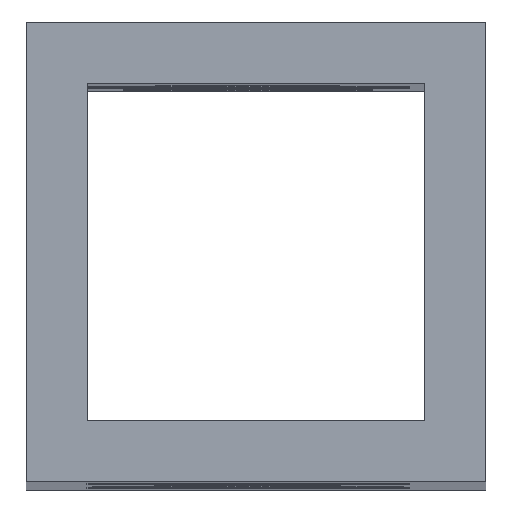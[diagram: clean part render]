
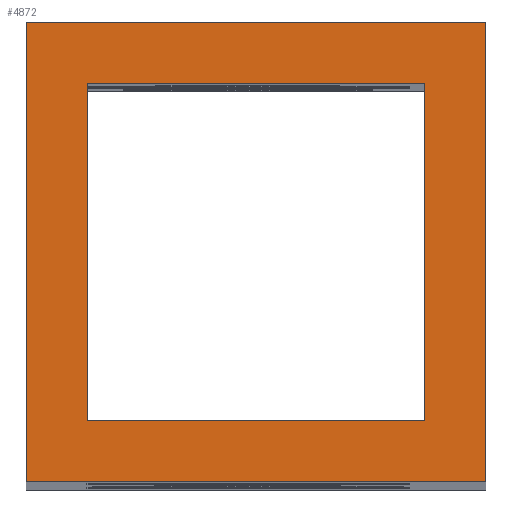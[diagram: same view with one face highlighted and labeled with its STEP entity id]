
A CAD part, top view. The second image highlights one B-rep face of the part: STEP entity #4872.
In plain terms, the highlighted planar face has unit normal (0, 0, 1).
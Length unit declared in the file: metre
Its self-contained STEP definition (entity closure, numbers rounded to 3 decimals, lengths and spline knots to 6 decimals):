
#924=ORIENTED_EDGE('',*,*,#2273,.T.);
#925=ORIENTED_EDGE('',*,*,#2210,.T.);
#926=ORIENTED_EDGE('',*,*,#2329,.F.);
#927=ORIENTED_EDGE('',*,*,#2152,.F.);
#928=ORIENTED_EDGE('',*,*,#2046,.T.);
#929=ORIENTED_EDGE('',*,*,#2385,.T.);
#930=ORIENTED_EDGE('',*,*,#2060,.F.);
#931=ORIENTED_EDGE('',*,*,#1889,.F.);
#1889=EDGE_CURVE('',#2645,#2636,#3147,.T.);
#2046=EDGE_CURVE('',#2645,#2794,#3247,.T.);
#2060=EDGE_CURVE('',#2636,#2806,#3254,.T.);
#2152=EDGE_CURVE('',#2890,#2891,#3299,.T.);
#2210=EDGE_CURVE('',#2949,#2948,#3330,.T.);
#2273=EDGE_CURVE('',#2890,#2949,#3365,.T.);
#2329=EDGE_CURVE('',#2891,#2948,#3394,.T.);
#2385=EDGE_CURVE('',#2794,#2806,#3423,.T.);
#2636=VERTEX_POINT('',#7041);
#2645=VERTEX_POINT('',#7058);
#2794=VERTEX_POINT('',#7373);
#2806=VERTEX_POINT('',#7401);
#2890=VERTEX_POINT('',#7577);
#2891=VERTEX_POINT('',#7579);
#2948=VERTEX_POINT('',#7694);
#2949=VERTEX_POINT('',#7696);
#3147=LINE('',#7059,#3659);
#3247=LINE('',#7374,#3759);
#3254=LINE('',#7400,#3766);
#3299=LINE('',#7578,#3811);
#3330=LINE('',#7695,#3842);
#3365=LINE('',#7819,#3877);
#3394=LINE('',#7930,#3906);
#3423=LINE('',#8041,#3935);
#3659=VECTOR('',#5589,1.);
#3759=VECTOR('',#5821,1.);
#3766=VECTOR('',#5844,1.);
#3811=VECTOR('',#5985,1.);
#3842=VECTOR('',#6072,1.);
#3877=VECTOR('',#6167,1.);
#3906=VECTOR('',#6252,1.);
#3935=VECTOR('',#6337,1.);
#4230=EDGE_LOOP('',(#924,#925,#926,#927));
#4231=EDGE_LOOP('',(#928,#929,#930,#931));
#4512=FACE_BOUND('',#4230,.T.);
#4513=FACE_BOUND('',#4231,.T.);
#4745=PLANE('',#5350);
#4872=ADVANCED_FACE('',(#4512,#4513),#4745,.T.);
#5350=AXIS2_PLACEMENT_3D('',#8090,#6374,#6375);
#5589=DIRECTION('',(0.,-1.,0.));
#5821=DIRECTION('',(1.,0.,0.));
#5844=DIRECTION('',(1.,0.,0.));
#5985=DIRECTION('',(1.,0.,0.));
#6072=DIRECTION('',(1.,0.,0.));
#6167=DIRECTION('',(0.,-1.,0.));
#6252=DIRECTION('',(0.,-1.,0.));
#6337=DIRECTION('',(0.,-1.,0.));
#6374=DIRECTION('',(0.,0.,1.));
#6375=DIRECTION('',(-1.,0.,0.));
#7041=CARTESIAN_POINT('',(0.2879,-0.0275,0.75));
#7058=CARTESIAN_POINT('',(0.2879,0.0275,0.75));
#7059=CARTESIAN_POINT('',(0.2879,0.,0.75));
#7373=CARTESIAN_POINT('',(0.3429,0.0275,0.75));
#7374=CARTESIAN_POINT('',(0.3154,0.0275,0.75));
#7400=CARTESIAN_POINT('',(0.3154,-0.0275,0.75));
#7401=CARTESIAN_POINT('',(0.3429,-0.0275,0.75));
#7577=CARTESIAN_POINT('',(0.2779,0.0375,0.75));
#7578=CARTESIAN_POINT('',(0.3154,0.0375,0.75));
#7579=CARTESIAN_POINT('',(0.3529,0.0375,0.75));
#7694=CARTESIAN_POINT('',(0.3529,-0.0375,0.75));
#7695=CARTESIAN_POINT('',(0.3154,-0.0375,0.75));
#7696=CARTESIAN_POINT('',(0.2779,-0.0375,0.75));
#7819=CARTESIAN_POINT('',(0.2779,0.,0.75));
#7930=CARTESIAN_POINT('',(0.3529,0.,0.75));
#8041=CARTESIAN_POINT('',(0.3429,0.,0.75));
#8090=CARTESIAN_POINT('',(0.17645,-0.004223,0.75));
